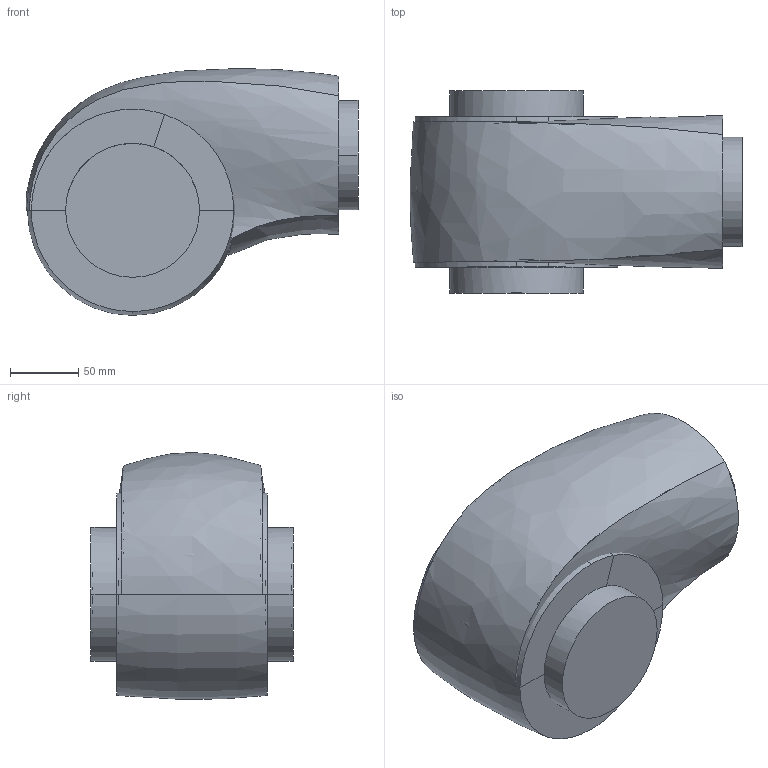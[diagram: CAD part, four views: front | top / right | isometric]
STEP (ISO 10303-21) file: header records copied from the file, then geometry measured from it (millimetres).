
FILE_DESCRIPTION (( 'STEP AP203' ), '1' );
FILE_NAME ('Pieza4_Predeterminado_sldprt.STEP', '2025-07-13T03:09:01', ( '' ), ( '' ), 'SwSTEP 2.0', 'SolidWorks 2024', '' );
FILE_SCHEMA (( 'CONFIG_CONTROL_DESIGN' ));
Length unit declared in the file: millimetre
Products named in the file (1): Pieza4_Predeterminado_sldprt
Bounding box: 242.97 x 148 x 180.77 mm (x, y, z)
Volume: 180730.3 mm3; surface area: 389467.6 mm2
Topology: 3 solids, 4 shells, 56 faces, 116 edges, 68 vertices
Faces by surface type: bspline 34, cylinder 12, plane 10
Entity records: 9148 total; most frequent: CARTESIAN_POINT 8139, ORIENTED_EDGE 232, EDGE_CURVE 116, DIRECTION 106, B_SPLINE_CURVE_WITH_KNOTS 79, VERTEX_POINT 68, FACE_OUTER_BOUND 56, ADVANCED_FACE 56
